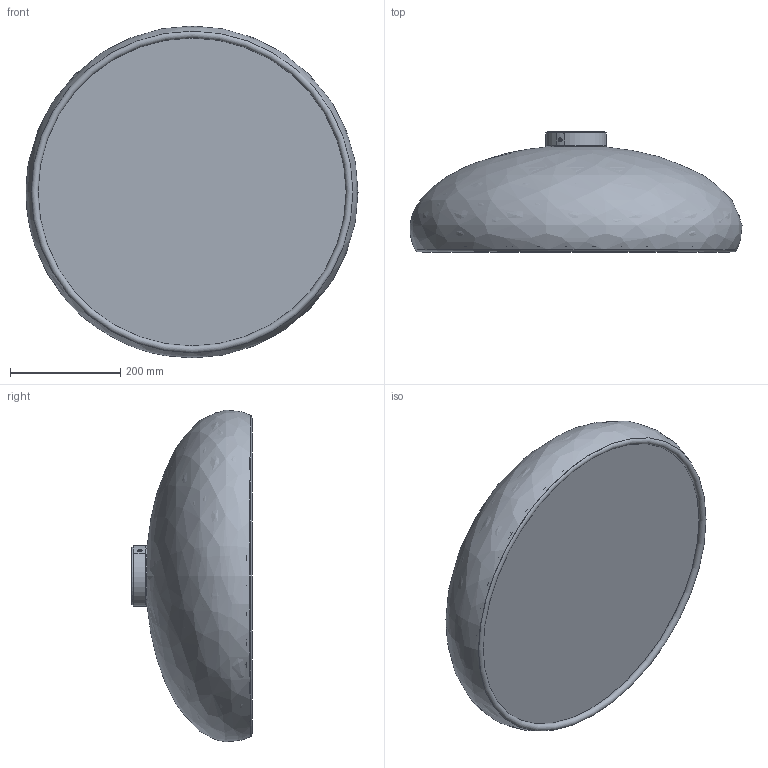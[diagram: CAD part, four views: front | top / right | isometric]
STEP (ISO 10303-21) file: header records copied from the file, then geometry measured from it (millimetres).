
FILE_DESCRIPTION(/* description */ (''),/* implementation_level */ '2;1');
FILE_NAME(/* name */ 'F419766350xxNE.stp',/* time_stamp */ '2020-01-17T11:25:29+01:00',/* author */ ('sghezzi'),/* organization */ (''),/* preprocessor_version */ 'ST-DEVELOPER v17.2',/* originating_system */ 'Autodesk Inventor 2019',/* authorisation */ '');
FILE_SCHEMA (('AUTOMOTIVE_DESIGN { 1 0 10303 214 3 1 1 }'));
Length unit declared in the file: millimetre
Products named in the file (14): Assieme 4197 SOFFITTO; 007419600 Piatta sopra con imbuto; 003419600 diff Pangen 582; nuovo distanziale; Centro con imposta d.70; Coperchio centro con imposta; 007418804; 006419600; LAMPADINA LONGLIFE DULUX EL 20W (100W); PL_P10C_750V_E27_CERAMICO PER 4196; 007535601; 007535602; 007419700; 006080611_RACC_M.08.09.11-00_OTT_FRES
Assembly tree (17 placements, depth 2):
  Assieme 4197 SOFFITTO
    007419600 Piatta sopra con imbuto
    003419600 diff Pangen 582
    nuovo distanziale
    Centro con imposta d.70
    Coperchio centro con imposta
    007418804
    006419600
    LAMPADINA LONGLIFE DULUX EL 20W (100W)  x3
    PL_P10C_750V_E27_CERAMICO PER 4196  x3
    007535601
    007535602
    007419700
    006080611_RACC_M.08.09.11-00_OTT_FRES
Bounding box: 602.69 x 218.03 x 602.43 mm (x, y, z)
Volume: 1862804 mm3; surface area: 2689894.9 mm2
Topology: 17 solids, 19 shells, 286 faces, 669 edges, 465 vertices
Faces by surface type: plane 137, cylinder 112, cone 24, torus 7, bspline 6
Full cylindrical faces by diameter (mm): 3 x1, 4 x10, 7 x1, 8 x1, 10 x9, 10.5 x2, 11 x18, 13 x1, 15 x1, 20 x1, 25 x3, 26 x3, 30 x3, 35 x6, 40 x2, 43 x3, 45 x1, 47 x2, 48.189 x3, 49 x1, 50 x2, 93 x1, 96 x2, 100 x1, 105 x1, 108 x1, 110 x1, 583 x1
Entity records: 7593 total; most frequent: CARTESIAN_POINT 2245, DIRECTION 1113, ORIENTED_EDGE 919, AXIS2_PLACEMENT_3D 464, EDGE_CURVE 461, VERTEX_POINT 319, EDGE_LOOP 256, CIRCLE 244
